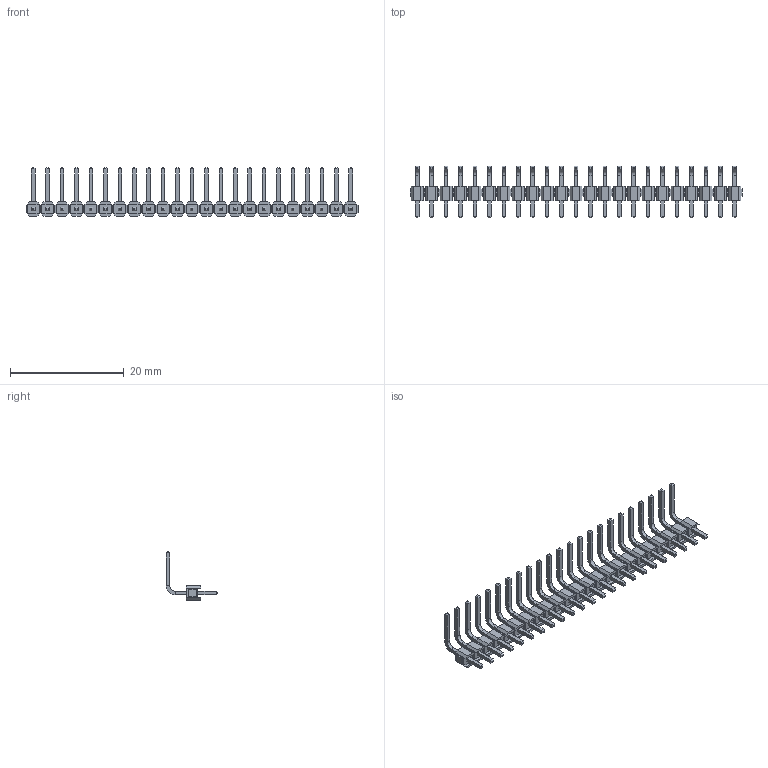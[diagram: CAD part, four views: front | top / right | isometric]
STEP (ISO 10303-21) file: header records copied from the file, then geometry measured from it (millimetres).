
FILE_DESCRIPTION (( 'STEP AP214' ), '1' );
FILE_NAME ('PLSRU-23.STEP', '2019-06-28T14:49:43', ( '' ), ( '' ), 'SwSTEP 2.0', 'SolidWorks 2018', '' );
FILE_SCHEMA (( 'AUTOMOTIVE_DESIGN' ));
Length unit declared in the file: millimetre
Products named in the file (1): PLSRU-23
Bounding box: 58.42 x 9.07 x 8.54 mm (x, y, z)
Volume: 390.2 mm3; surface area: 1575.8 mm2
Topology: 46 solids, 46 shells, 1173 faces, 2576 edges, 1564 vertices
Faces by surface type: plane 1127, cylinder 46
Entity records: 44304 total; most frequent: CARTESIAN_POINT 5314, ORIENTED_EDGE 5152, DIRECTION 5016, EDGE_CURVE 2576, LINE 2484, VECTOR 2484, VERTEX_POINT 1564, AXIS2_PLACEMENT_3D 1266
